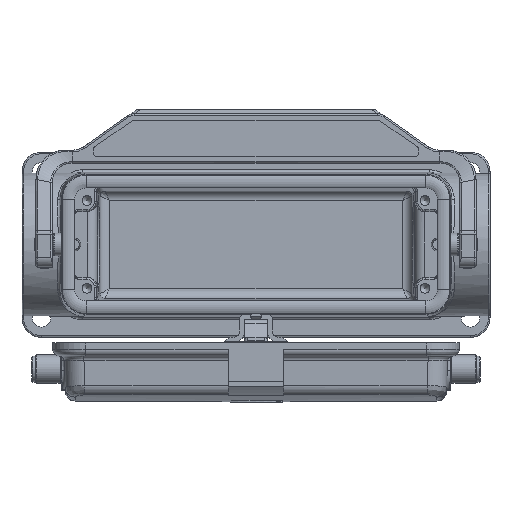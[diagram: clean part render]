
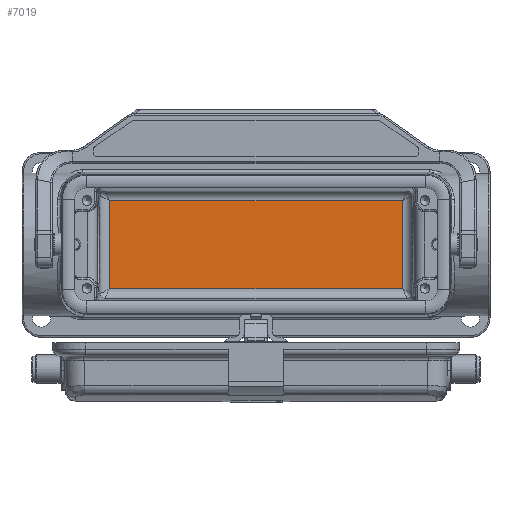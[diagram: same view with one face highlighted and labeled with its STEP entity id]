
A CAD part, top view. The second image highlights one B-rep face of the part: STEP entity #7019.
In plain terms, the highlighted planar face has unit normal (0, 0, 1).
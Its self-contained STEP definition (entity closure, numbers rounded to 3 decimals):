
#7019=ADVANCED_FACE('',(#8561),#7884,.F.);
#7884=PLANE('',#28163);
#8561=FACE_OUTER_BOUND('',#9548,.T.);
#9548=EDGE_LOOP('',(#12260,#12261,#12262,#12263));
#12260=ORIENTED_EDGE('',*,*,#18426,.T.);
#12261=ORIENTED_EDGE('',*,*,#18427,.T.);
#12262=ORIENTED_EDGE('',*,*,#18428,.T.);
#12263=ORIENTED_EDGE('',*,*,#18429,.T.);
#16348=VERTEX_POINT('',#41271);
#16349=VERTEX_POINT('',#41272);
#16350=VERTEX_POINT('',#41274);
#16351=VERTEX_POINT('',#41276);
#18426=EDGE_CURVE('',#16348,#16349,#22980,.T.);
#18427=EDGE_CURVE('',#16349,#16350,#22981,.T.);
#18428=EDGE_CURVE('',#16350,#16351,#22982,.T.);
#18429=EDGE_CURVE('',#16351,#16348,#22983,.T.);
#22980=LINE('',#41270,#24582);
#22981=LINE('',#41273,#24583);
#22982=LINE('',#41275,#24584);
#22983=LINE('',#41277,#24585);
#24582=VECTOR('',#31287,1.);
#24583=VECTOR('',#31288,1.);
#24584=VECTOR('',#31289,1.);
#24585=VECTOR('',#31290,1.);
#28163=AXIS2_PLACEMENT_3D('',#41278,#31291,#31292);
#31287=DIRECTION('',(1.,0.,0.));
#31288=DIRECTION('',(0.,1.,0.));
#31289=DIRECTION('',(-1.,0.,0.));
#31290=DIRECTION('',(0.,-1.,0.));
#31291=DIRECTION('',(0.,0.,-1.));
#31292=DIRECTION('',(-1.,0.,0.));
#41270=CARTESIAN_POINT('',(-46.5,-13.567,-65.25));
#41271=CARTESIAN_POINT('',(-45.056,-13.567,-65.25));
#41272=CARTESIAN_POINT('',(45.056,-13.567,-65.25));
#41273=CARTESIAN_POINT('',(45.056,17.75,-65.25));
#41274=CARTESIAN_POINT('',(45.056,13.567,-65.25));
#41275=CARTESIAN_POINT('',(-48.,13.567,-65.25));
#41276=CARTESIAN_POINT('',(-45.056,13.567,-65.25));
#41277=CARTESIAN_POINT('',(-45.056,17.75,-65.25));
#41278=CARTESIAN_POINT('',(-48.,17.75,-65.25));
